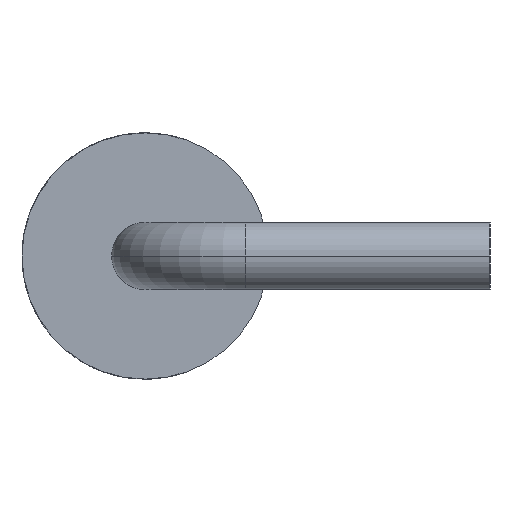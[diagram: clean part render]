
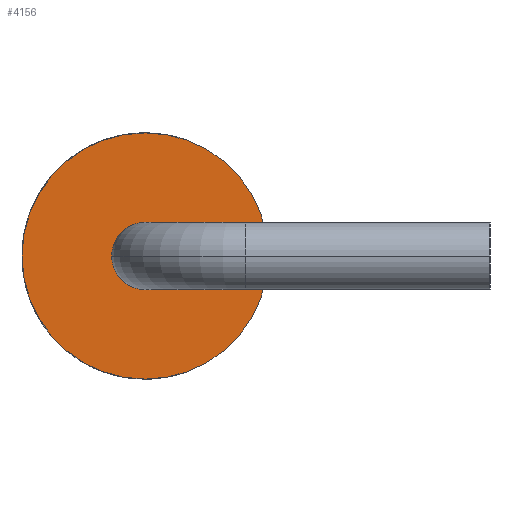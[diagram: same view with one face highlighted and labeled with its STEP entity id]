
A CAD part, left-side view. The second image highlights one B-rep face of the part: STEP entity #4156.
In plain terms, the highlighted planar face has unit normal (-1, 0, 0).
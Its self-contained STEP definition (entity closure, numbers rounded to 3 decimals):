
#20 = FACE_BOUND ( 'NONE', #2517, .T. ) ;
#66 = CIRCLE ( 'NONE', #3300, 0.545 ) ;
#331 = EDGE_CURVE ( 'NONE', #486, #4060, #4802, .T. ) ;
#486 = VERTEX_POINT ( 'NONE', #799 ) ;
#661 = DIRECTION ( 'NONE',  ( 1., 0., 0. ) ) ;
#696 = CIRCLE ( 'NONE', #1162, 2. ) ;
#726 = ORIENTED_EDGE ( 'NONE', *, *, #331, .F. ) ;
#754 = VERTEX_POINT ( 'NONE', #4582 ) ;
#789 = CARTESIAN_POINT ( 'NONE',  ( 2.215, 3., -2. ) ) ;
#799 = CARTESIAN_POINT ( 'NONE',  ( 2.215, 3.545, 0. ) ) ;
#840 = ORIENTED_EDGE ( 'NONE', *, *, #3770, .F. ) ;
#947 = VERTEX_POINT ( 'NONE', #789 ) ;
#950 = DIRECTION ( 'NONE',  ( 0., 0., -1. ) ) ;
#1064 = PLANE ( 'NONE',  #1830 ) ;
#1089 = CARTESIAN_POINT ( 'NONE',  ( 2.215, 3., 0. ) ) ;
#1138 = FACE_OUTER_BOUND ( 'NONE', #4212, .T. ) ;
#1162 = AXIS2_PLACEMENT_3D ( 'NONE', #2528, #661, #2154 ) ;
#1543 = ORIENTED_EDGE ( 'NONE', *, *, #1638, .F. ) ;
#1638 = EDGE_CURVE ( 'NONE', #4060, #486, #66, .T. ) ;
#1830 = AXIS2_PLACEMENT_3D ( 'NONE', #1089, #2616, #1870 ) ;
#1870 = DIRECTION ( 'NONE',  ( 0., 0., -1. ) ) ;
#2037 = CARTESIAN_POINT ( 'NONE',  ( 2.215, 3., 0. ) ) ;
#2142 = CIRCLE ( 'NONE', #2233, 2. ) ;
#2154 = DIRECTION ( 'NONE',  ( 0., 0., -1. ) ) ;
#2233 = AXIS2_PLACEMENT_3D ( 'NONE', #3249, #2878, #4393 ) ;
#2372 = EDGE_CURVE ( 'NONE', #947, #754, #696, .T. ) ;
#2517 = EDGE_LOOP ( 'NONE', ( #1543, #726 ) ) ;
#2528 = CARTESIAN_POINT ( 'NONE',  ( 2.215, 3., 0. ) ) ;
#2568 = CARTESIAN_POINT ( 'NONE',  ( 2.215, 3., 0. ) ) ;
#2616 = DIRECTION ( 'NONE',  ( 1., 0., 0. ) ) ;
#2656 = AXIS2_PLACEMENT_3D ( 'NONE', #2037, #4311, #950 ) ;
#2688 = ORIENTED_EDGE ( 'NONE', *, *, #2372, .F. ) ;
#2878 = DIRECTION ( 'NONE',  ( 1., 0., 0. ) ) ;
#2914 = CARTESIAN_POINT ( 'NONE',  ( 2.215, 2.455, 0. ) ) ;
#3249 = CARTESIAN_POINT ( 'NONE',  ( 2.215, 3., 0. ) ) ;
#3300 = AXIS2_PLACEMENT_3D ( 'NONE', #2568, #4831, #4463 ) ;
#3770 = EDGE_CURVE ( 'NONE', #754, #947, #2142, .T. ) ;
#4060 = VERTEX_POINT ( 'NONE', #2914 ) ;
#4156 = ADVANCED_FACE ( 'NONE', ( #20, #1138 ), #1064, .F. ) ;
#4212 = EDGE_LOOP ( 'NONE', ( #840, #2688 ) ) ;
#4311 = DIRECTION ( 'NONE',  ( -1., 0., 0. ) ) ;
#4393 = DIRECTION ( 'NONE',  ( 0., 0., -1. ) ) ;
#4463 = DIRECTION ( 'NONE',  ( 0., 0., -1. ) ) ;
#4582 = CARTESIAN_POINT ( 'NONE',  ( 2.215, 3., 2. ) ) ;
#4802 = CIRCLE ( 'NONE', #2656, 0.545 ) ;
#4831 = DIRECTION ( 'NONE',  ( -1., 0., 0. ) ) ;
